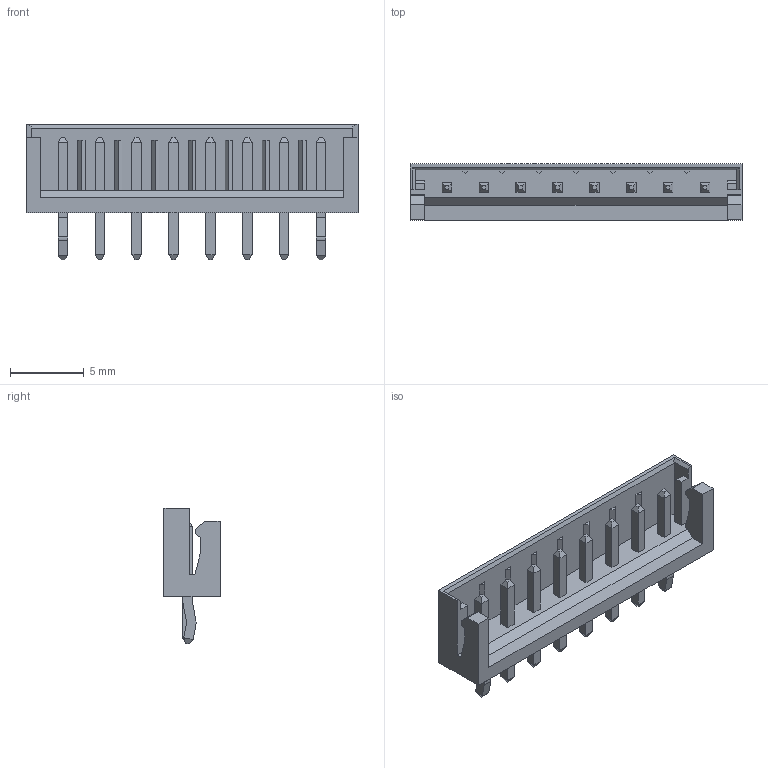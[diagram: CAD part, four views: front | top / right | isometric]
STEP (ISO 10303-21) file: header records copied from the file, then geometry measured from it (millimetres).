
FILE_DESCRIPTION( ( 'Unknown' ), '1' );
FILE_NAME( '68800811622.stp', 'Unknown', ( 'Unknown' ), ( 'Unknown' ), 'PSStep 21.0.46', 'Unknown', ' ' );
FILE_SCHEMA( ( 'AUTOMOTIVE_DESIGN { 1 0 10303 214 1 1 1 1 }' ) );
Length unit declared in the file: millimetre
Products named in the file (4): Assem1; Pin 1; Pin 2; 68800811622
Assembly tree (9 placements, depth 2):
  Assem1
    Pin 1  x2
    Pin 2  x6
    68800811622
Bounding box: 22.5 x 3.8 x 9.21 mm (x, y, z)
Volume: 194 mm3; surface area: 717 mm2
Topology: 9 solids, 9 shells, 332 faces, 830 edges, 532 vertices
Faces by surface type: plane 324, cylinder 8
Entity records: 8260 total; most frequent: CARTESIAN_POINT 1158, ORIENTED_EDGE 1132, DIRECTION 1014, EDGE_CURVE 566, LINE 558, VECTOR 558, VERTEX_POINT 372, EDGE_LOOP 236
